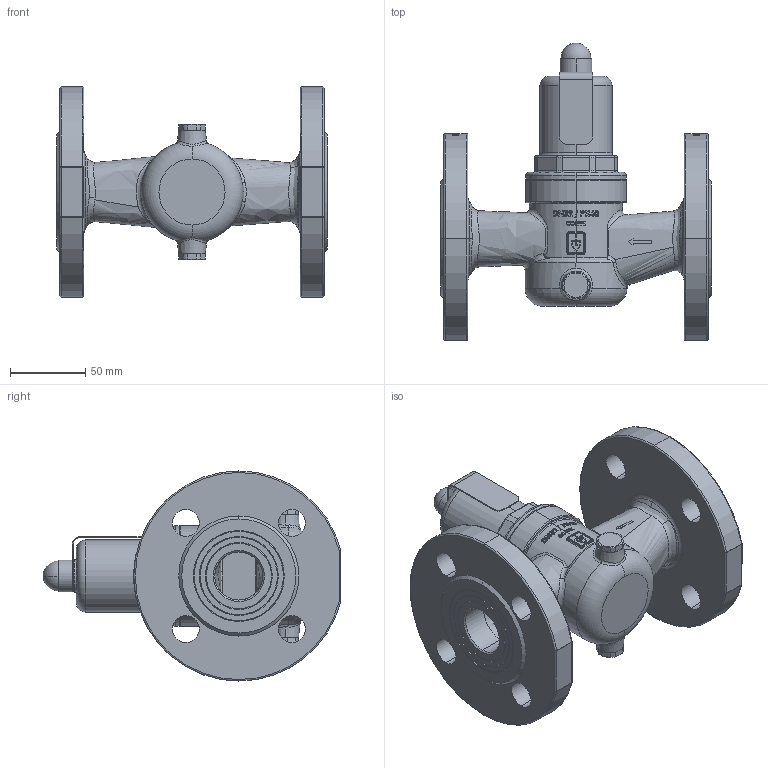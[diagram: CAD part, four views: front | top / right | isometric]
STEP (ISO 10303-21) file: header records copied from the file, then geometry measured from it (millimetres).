
FILE_DESCRIPTION (( 'STEP AP214' ), '1' );
FILE_NAME ('631mGFO-32 Dummy.STEP', '2012-02-24T08:19:09', ( 'Blankenhorn' ), ( '' ), 'SwSTEP 2.0', 'SolidWorks 2011', '' );
FILE_SCHEMA (( 'AUTOMOTIVE_DESIGN' ));
Length unit declared in the file: millimetre
Products named in the file (1): 631mGFO-32 Dummy
Bounding box: 180 x 198.4 x 140 mm (x, y, z)
Volume: 631655 mm3; surface area: 178747.5 mm2
Topology: 9 solids, 9 shells, 1294 faces, 3318 edges, 2115 vertices
Faces by surface type: plane 502, bspline 306, cylinder 272, cone 107, torus 91, sphere 16
Entity records: 75136 total; most frequent: CARTESIAN_POINT 32518, ORIENTED_EDGE 6582, DIRECTION 4906, EDGE_CURVE 3291, VERTEX_POINT 2112, AXIS2_PLACEMENT_3D 1826, EDGE_LOOP 1427, UNCERTAINTY_MEASURE_WITH_UNIT 1305
